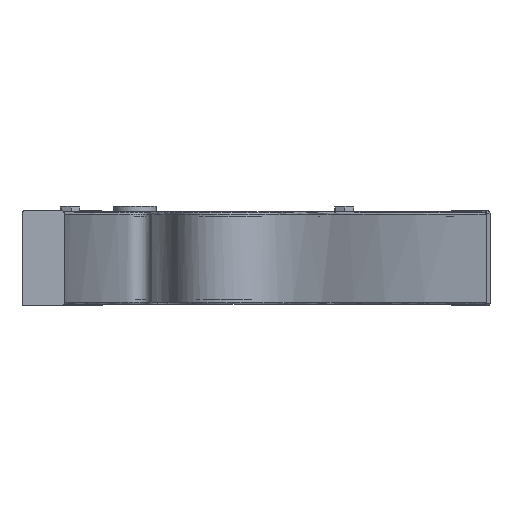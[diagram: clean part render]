
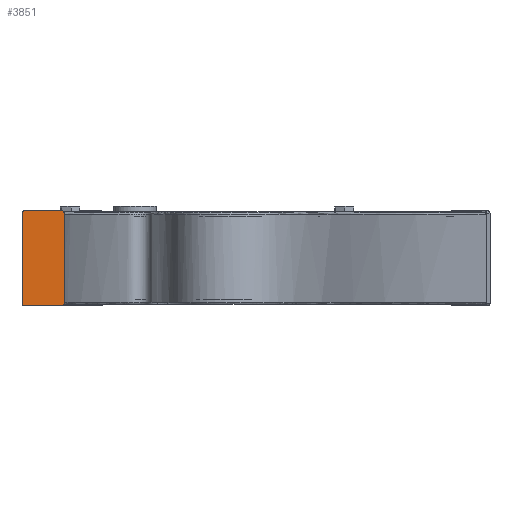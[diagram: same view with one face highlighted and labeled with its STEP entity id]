
A CAD part, left-side view. The second image highlights one B-rep face of the part: STEP entity #3851.
In plain terms, the highlighted planar face has unit normal (-1, 0, 0).
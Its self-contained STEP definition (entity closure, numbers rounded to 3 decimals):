
#241=PLANE('',#4167);
#336=FACE_OUTER_BOUND('',#607,.T.);
#607=EDGE_LOOP('',(#2673,#2674,#2675,#2676,#2677,#2678,#2679,#2680));
#898=LINE('',#5971,#1135);
#903=LINE('',#5985,#1140);
#906=LINE('',#5992,#1143);
#907=LINE('',#5994,#1144);
#1135=VECTOR('',#4716,10.);
#1140=VECTOR('',#4731,10.);
#1143=VECTOR('',#4740,10.);
#1144=VECTOR('',#4743,10.);
#1359=CIRCLE('',#4152,4.);
#1363=CIRCLE('',#4159,4.);
#1364=CIRCLE('',#4161,4.);
#1365=CIRCLE('',#4164,4.);
#1657=VERTEX_POINT('',#5950);
#1658=VERTEX_POINT('',#5952);
#1665=VERTEX_POINT('',#5970);
#1666=VERTEX_POINT('',#5974);
#1667=VERTEX_POINT('',#5978);
#1668=VERTEX_POINT('',#5979);
#1669=VERTEX_POINT('',#5984);
#1670=VERTEX_POINT('',#5988);
#2021=EDGE_CURVE('',#1657,#1658,#1359,.T.);
#2030=EDGE_CURVE('',#1665,#1658,#898,.T.);
#2032=EDGE_CURVE('',#1665,#1666,#1363,.T.);
#2034=EDGE_CURVE('',#1667,#1668,#1364,.T.);
#2037=EDGE_CURVE('',#1669,#1668,#903,.T.);
#2039=EDGE_CURVE('',#1669,#1670,#1365,.T.);
#2041=EDGE_CURVE('',#1667,#1666,#906,.T.);
#2042=EDGE_CURVE('',#1657,#1670,#907,.T.);
#2673=ORIENTED_EDGE('',*,*,#2021,.F.);
#2674=ORIENTED_EDGE('',*,*,#2042,.T.);
#2675=ORIENTED_EDGE('',*,*,#2039,.F.);
#2676=ORIENTED_EDGE('',*,*,#2037,.T.);
#2677=ORIENTED_EDGE('',*,*,#2034,.F.);
#2678=ORIENTED_EDGE('',*,*,#2041,.T.);
#2679=ORIENTED_EDGE('',*,*,#2032,.F.);
#2680=ORIENTED_EDGE('',*,*,#2030,.T.);
#3851=ADVANCED_FACE('',(#336),#241,.T.);
#4152=AXIS2_PLACEMENT_3D('',#5953,#4699,#4700);
#4159=AXIS2_PLACEMENT_3D('',#5975,#4720,#4721);
#4161=AXIS2_PLACEMENT_3D('',#5980,#4725,#4726);
#4164=AXIS2_PLACEMENT_3D('',#5989,#4735,#4736);
#4167=AXIS2_PLACEMENT_3D('',#5995,#4744,#4745);
#4699=DIRECTION('center_axis',(1.,0.,0.));
#4700=DIRECTION('ref_axis',(0.,0.707,0.707));
#4716=DIRECTION('',(0.,1.,0.));
#4720=DIRECTION('center_axis',(1.,0.,0.));
#4721=DIRECTION('ref_axis',(0.,-0.707,0.707));
#4725=DIRECTION('center_axis',(1.,0.,0.));
#4726=DIRECTION('ref_axis',(0.,-0.707,-0.707));
#4731=DIRECTION('',(0.,-1.,0.));
#4735=DIRECTION('center_axis',(1.,0.,0.));
#4736=DIRECTION('ref_axis',(0.,0.707,-0.707));
#4740=DIRECTION('',(0.,0.,1.));
#4743=DIRECTION('',(0.,0.,-1.));
#4744=DIRECTION('center_axis',(-1.,0.,0.));
#4745=DIRECTION('ref_axis',(0.,0.,
-1.));
#5950=CARTESIAN_POINT('',(-407.693,478.245,148.5));
#5952=CARTESIAN_POINT('',(-407.693,474.245,152.5));
#5953=CARTESIAN_POINT('Origin',(-407.693,474.245,148.5));
#5970=CARTESIAN_POINT('',(-407.693,413.245,152.5));
#5971=CARTESIAN_POINT('',(-407.693,409.245,152.5));
#5974=CARTESIAN_POINT('',(-407.693,409.245,148.5));
#5975=CARTESIAN_POINT('Origin',(-407.693,413.245,148.5));
#5978=CARTESIAN_POINT('',(-407.693,409.245,1.5));
#5979=CARTESIAN_POINT('',(-407.693,413.245,-2.5));
#5980=CARTESIAN_POINT('Origin',(-407.693,413.245,1.5));
#5984=CARTESIAN_POINT('',(-407.693,474.245,-2.5));
#5985=CARTESIAN_POINT('',(-407.693,478.245,-2.5));
#5988=CARTESIAN_POINT('',(-407.693,478.245,1.5));
#5989=CARTESIAN_POINT('Origin',(-407.693,474.245,1.5));
#5992=CARTESIAN_POINT('',(-407.693,409.245,-2.5));
#5994=CARTESIAN_POINT('',(-407.693,478.245,152.5));
#5995=CARTESIAN_POINT('Origin',(-407.693,443.745,75.));
